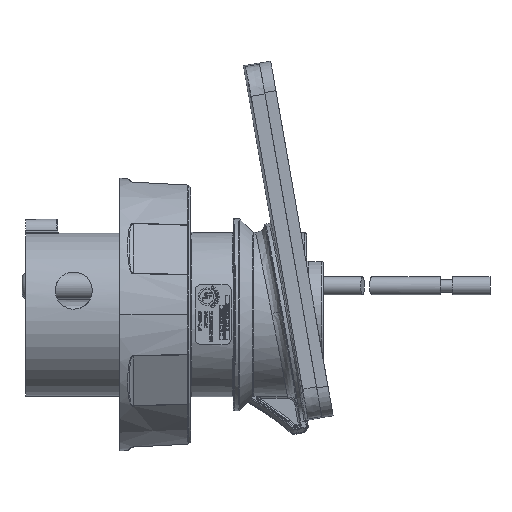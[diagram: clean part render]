
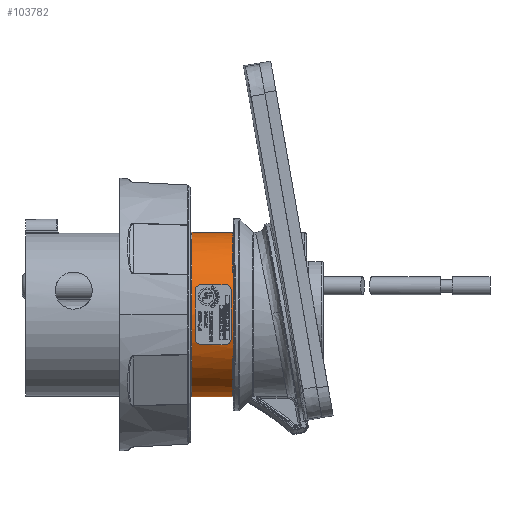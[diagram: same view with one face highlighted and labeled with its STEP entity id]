
A CAD part, left-side view. The second image highlights one B-rep face of the part: STEP entity #103782.
In plain terms, the highlighted cylindrical face has radius 21.742 mm (diameter 43.485 mm), a partial arc.
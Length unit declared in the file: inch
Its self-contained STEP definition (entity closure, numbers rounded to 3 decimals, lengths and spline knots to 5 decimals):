
#264 = AXIS2_PLACEMENT_3D ( 'NONE', #203741, #16795, #156279 ) ;
#746 = EDGE_LOOP ( 'NONE', ( #12249, #10097, #110301, #120779 ) ) ;
#9106 = LINE ( 'NONE', #185622, #58339 ) ;
#9663 = CARTESIAN_POINT ( 'NONE',  ( 0., -0.29437, 0.856 ) ) ;
#10097 = ORIENTED_EDGE ( 'NONE', *, *, #84064, .T. ) ;
#12249 = ORIENTED_EDGE ( 'NONE', *, *, #126444, .T. ) ;
#16432 = DIRECTION ( 'NONE',  ( 0., 0., 1. ) ) ;
#16795 = DIRECTION ( 'NONE',  ( 0., 1., 0. ) ) ;
#17144 = VERTEX_POINT ( 'NONE', #9663 ) ;
#17178 = EDGE_CURVE ( 'NONE', #20554, #17144, #36540, .T. ) ;
#17494 = CARTESIAN_POINT ( 'NONE',  ( 0., -0.715, -0.856 ) ) ;
#20554 = VERTEX_POINT ( 'NONE', #63183 ) ;
#32178 = CARTESIAN_POINT ( 'NONE',  ( 0., -0.715, -0.856 ) ) ;
#36540 = CIRCLE ( 'NONE', #264, 0.856 ) ;
#40093 = DIRECTION ( 'NONE',  ( 0., 1., 0. ) ) ;
#58339 = VECTOR ( 'NONE', #40093, 39.37008 ) ;
#60901 = CARTESIAN_POINT ( 'NONE',  ( 0., -7.98363, 0. ) ) ;
#63183 = CARTESIAN_POINT ( 'NONE',  ( 0., -0.29437, -0.856 ) ) ;
#67970 = AXIS2_PLACEMENT_3D ( 'NONE', #60901, #94953, #16432 ) ;
#76400 = FACE_OUTER_BOUND ( 'NONE', #746, .T. ) ;
#81947 = CARTESIAN_POINT ( 'NONE',  ( 0., -7.98363, -0.856 ) ) ;
#84064 = EDGE_CURVE ( 'NONE', #136539, #118173, #93192, .T. ) ;
#84514 = VECTOR ( 'NONE', #109873, 39.37008 ) ;
#93192 =( BOUNDED_CURVE ( )  B_SPLINE_CURVE ( 3, ( #32178, #144718, #159219, #94196 ),
 .UNSPECIFIED., .F., .F. ) 
 B_SPLINE_CURVE_WITH_KNOTS ( ( 4, 4 ),
 ( 1.5708, 4.71239 ),
 .UNSPECIFIED. ) 
 CURVE ( )  GEOMETRIC_REPRESENTATION_ITEM ( )  RATIONAL_B_SPLINE_CURVE ( ( 1., 0.333, 0.333, 1. ) ) 
 REPRESENTATION_ITEM ( '' )  );
#94196 = CARTESIAN_POINT ( 'NONE',  ( 0., -0.715, 0.856 ) ) ;
#94953 = DIRECTION ( 'NONE',  ( 0., 1., 0. ) ) ;
#103782 = ADVANCED_FACE ( 'NONE', ( #76400 ), #139400, .T. ) ;
#109873 = DIRECTION ( 'NONE',  ( 0., -1., 0. ) ) ;
#110301 = ORIENTED_EDGE ( 'NONE', *, *, #128070, .T. ) ;
#113954 = LINE ( 'NONE', #81947, #84514 ) ;
#118173 = VERTEX_POINT ( 'NONE', #147673 ) ;
#120779 = ORIENTED_EDGE ( 'NONE', *, *, #17178, .F. ) ;
#126444 = EDGE_CURVE ( 'NONE', #20554, #136539, #113954, .T. ) ;
#128070 = EDGE_CURVE ( 'NONE', #118173, #17144, #9106, .T. ) ;
#136539 = VERTEX_POINT ( 'NONE', #17494 ) ;
#139400 = CYLINDRICAL_SURFACE ( 'NONE', #67970, 0.856 ) ;
#144718 = CARTESIAN_POINT ( 'NONE',  ( -1.712, -0.73011, -0.856 ) ) ;
#147673 = CARTESIAN_POINT ( 'NONE',  ( 0., -0.715, 0.856 ) ) ;
#156279 = DIRECTION ( 'NONE',  ( 0., 0., 1. ) ) ;
#159219 = CARTESIAN_POINT ( 'NONE',  ( -1.712, -0.73011, 0.856 ) ) ;
#185622 = CARTESIAN_POINT ( 'NONE',  ( 0., -7.98363, 0.856 ) ) ;
#203741 = CARTESIAN_POINT ( 'NONE',  ( 0., -0.29437, 0. ) ) ;
